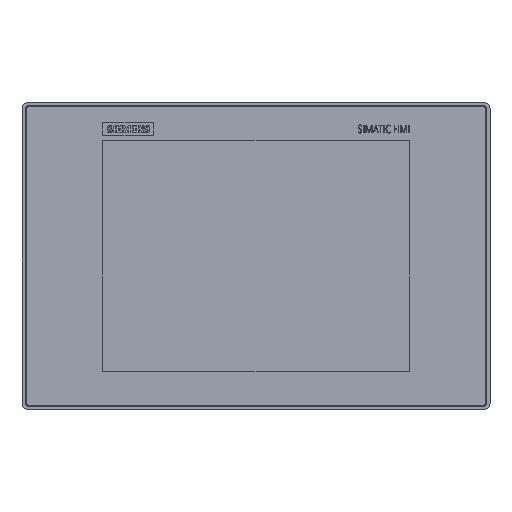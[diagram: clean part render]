
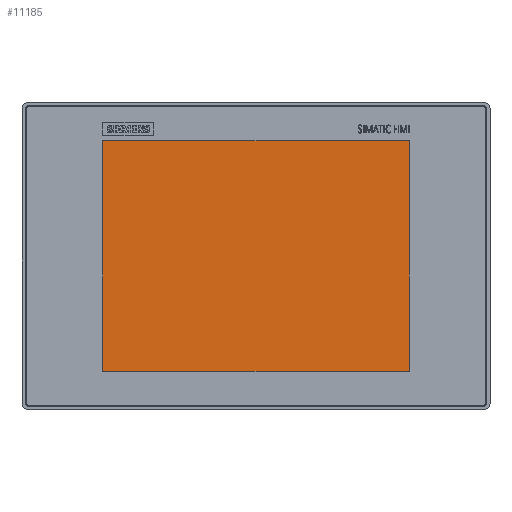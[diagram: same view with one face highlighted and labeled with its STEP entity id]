
A CAD part, top view. The second image highlights one B-rep face of the part: STEP entity #11185.
In plain terms, the highlighted face is planar.
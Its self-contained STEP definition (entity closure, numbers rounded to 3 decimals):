
#7014=FACE_OUTER_BOUND('',#14578,.T.);
#11185=ADVANCED_FACE('',(#7014),#12852,.F.);
#12852=PLANE('',#36631);
#14578=EDGE_LOOP('',(#17934,#17935,#17936,#17937));
#17934=ORIENTED_EDGE('',*,*,#28559,.T.);
#17935=ORIENTED_EDGE('',*,*,#28560,.T.);
#17936=ORIENTED_EDGE('',*,*,#28561,.T.);
#17937=ORIENTED_EDGE('',*,*,#28562,.T.);
#25430=VERTEX_POINT('',#47426);
#25431=VERTEX_POINT('',#47427);
#25432=VERTEX_POINT('',#47429);
#25433=VERTEX_POINT('',#47431);
#28559=EDGE_CURVE('',#25430,#25431,#32454,.T.);
#28560=EDGE_CURVE('',#25431,#25432,#32455,.T.);
#28561=EDGE_CURVE('',#25432,#25433,#32456,.T.);
#28562=EDGE_CURVE('',#25433,#25430,#32457,.T.);
#32454=LINE('',#47425,#34463);
#32455=LINE('',#47428,#34464);
#32456=LINE('',#47430,#34465);
#32457=LINE('',#47432,#34466);
#34463=VECTOR('',#39719,1.);
#34464=VECTOR('',#39720,1.);
#34465=VECTOR('',#39721,1.);
#34466=VECTOR('',#39722,1.);
#36631=AXIS2_PLACEMENT_3D('',#47433,#39723,#39724);
#39719=DIRECTION('',(0.,0.,-1.));
#39720=DIRECTION('',(1.,0.,0.));
#39721=DIRECTION('',(0.,0.,1.));
#39722=DIRECTION('',(-1.,0.,0.));
#39723=DIRECTION('',(0.,1.,0.));
#39724=DIRECTION('',(0.,0.,1.));
#47425=CARTESIAN_POINT('',(-152.6,-33.89,-76.3));
#47426=CARTESIAN_POINT('',(-152.6,-33.89,152.8));
#47427=CARTESIAN_POINT('',(-152.6,-33.89,-76.3));
#47428=CARTESIAN_POINT('',(152.6,-33.89,-76.3));
#47429=CARTESIAN_POINT('',(152.6,-33.89,-76.3));
#47430=CARTESIAN_POINT('',(152.6,-33.89,152.8));
#47431=CARTESIAN_POINT('',(152.6,-33.89,152.8));
#47432=CARTESIAN_POINT('',(-152.6,-33.89,152.8));
#47433=CARTESIAN_POINT('',(0.,-33.89,0.));
